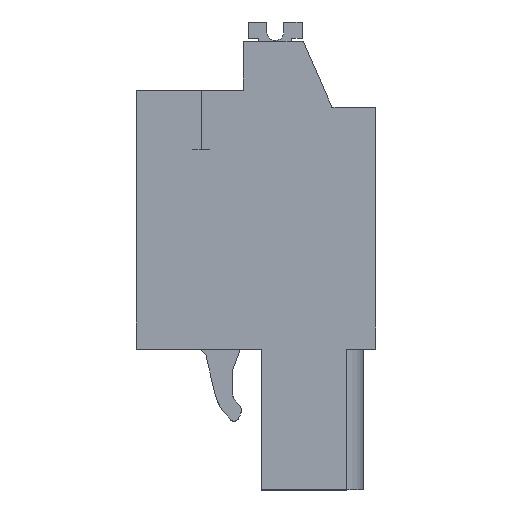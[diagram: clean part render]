
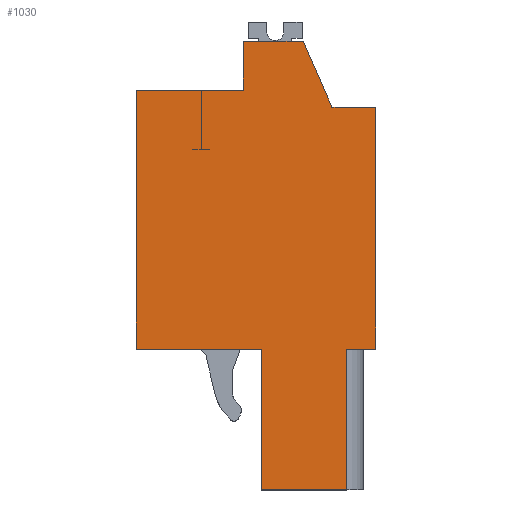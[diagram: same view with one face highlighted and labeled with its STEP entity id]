
A CAD part, left-side view. The second image highlights one B-rep face of the part: STEP entity #1030.
In plain terms, the highlighted planar face has unit normal (-1, 0, 0).
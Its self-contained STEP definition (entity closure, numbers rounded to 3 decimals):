
#946=AXIS2_PLACEMENT_3D('Plane Axis2P3D',#943,#944,#945) ;
#42=CARTESIAN_POINT('Vertex',(0.,7.85,26.59)) ;
#45=CARTESIAN_POINT('Line Origine',(0.,6.075,26.59)) ;
#49=CARTESIAN_POINT('Vertex',(0.,4.3,26.59)) ;
#797=CARTESIAN_POINT('Vertex',(0.,7.85,23.69)) ;
#800=CARTESIAN_POINT('Line Origine',(0.,7.85,25.14)) ;
#943=CARTESIAN_POINT('Axis2P3D Location',(0.,6.8,8.35)) ;
#948=CARTESIAN_POINT('Line Origine',(0.,1.725,4.175)) ;
#952=CARTESIAN_POINT('Vertex',(0.,1.725,8.35)) ;
#954=CARTESIAN_POINT('Vertex',(0.,1.725,0.)) ;
#957=CARTESIAN_POINT('Line Origine',(0.,0.862,8.35)) ;
#961=CARTESIAN_POINT('Vertex',(0.,0.,8.35)) ;
#964=CARTESIAN_POINT('Line Origine',(0.,0.,15.52)) ;
#968=CARTESIAN_POINT('Vertex',(0.,0.,22.69)) ;
#971=CARTESIAN_POINT('Line Origine',(0.,1.3,22.69)) ;
#975=CARTESIAN_POINT('Vertex',(0.,2.6,22.69)) ;
#978=CARTESIAN_POINT('Line Origine',(0.,3.45,24.64)) ;
#983=CARTESIAN_POINT('Line Origine',(0.,11.025,23.69)) ;
#987=CARTESIAN_POINT('Vertex',(0.,14.2,23.69)) ;
#990=CARTESIAN_POINT('Line Origine',(0.,14.2,16.02)) ;
#994=CARTESIAN_POINT('Vertex',(0.,14.2,8.35)) ;
#997=CARTESIAN_POINT('Line Origine',(0.,10.485,8.35)) ;
#1001=CARTESIAN_POINT('Vertex',(0.,6.771,8.35)) ;
#1004=CARTESIAN_POINT('Line Origine',(0.,6.771,4.175)) ;
#1008=CARTESIAN_POINT('Vertex',(0.,6.771,0.)) ;
#1011=CARTESIAN_POINT('Line Origine',(0.,4.248,0.)) ;
#46=DIRECTION('Vector Direction',(0.,1.,0.)) ;
#801=DIRECTION('Vector Direction',(0.,0.,-1.)) ;
#944=DIRECTION('Axis2P3D Direction',(1.,0.,0.)) ;
#945=DIRECTION('Axis2P3D XDirection',(0.,1.,0.)) ;
#949=DIRECTION('Vector Direction',(0.,0.,-1.)) ;
#958=DIRECTION('Vector Direction',(0.,-1.,0.)) ;
#965=DIRECTION('Vector Direction',(0.,0.,-1.)) ;
#972=DIRECTION('Vector Direction',(0.,1.,0.)) ;
#979=DIRECTION('Vector Direction',(0.,0.4,0.917)) ;
#984=DIRECTION('Vector Direction',(0.,1.,0.)) ;
#991=DIRECTION('Vector Direction',(0.,0.,1.)) ;
#998=DIRECTION('Vector Direction',(0.,1.,0.)) ;
#1005=DIRECTION('Vector Direction',(0.,0.,-1.)) ;
#1012=DIRECTION('Vector Direction',(0.,1.,0.)) ;
#47=VECTOR('Line Direction',#46,1.) ;
#802=VECTOR('Line Direction',#801,1.) ;
#950=VECTOR('Line Direction',#949,1.) ;
#959=VECTOR('Line Direction',#958,1.) ;
#966=VECTOR('Line Direction',#965,1.) ;
#973=VECTOR('Line Direction',#972,1.) ;
#980=VECTOR('Line Direction',#979,1.) ;
#985=VECTOR('Line Direction',#984,1.) ;
#992=VECTOR('Line Direction',#991,1.) ;
#999=VECTOR('Line Direction',#998,1.) ;
#1006=VECTOR('Line Direction',#1005,1.) ;
#1013=VECTOR('Line Direction',#1012,1.) ;
#1017=ORIENTED_EDGE('',*,*,#956,.F.) ;
#1018=ORIENTED_EDGE('',*,*,#963,.F.) ;
#1019=ORIENTED_EDGE('',*,*,#970,.F.) ;
#1020=ORIENTED_EDGE('',*,*,#977,.T.) ;
#1021=ORIENTED_EDGE('',*,*,#982,.T.) ;
#1022=ORIENTED_EDGE('',*,*,#51,.T.) ;
#1023=ORIENTED_EDGE('',*,*,#804,.T.) ;
#1024=ORIENTED_EDGE('',*,*,#989,.T.) ;
#1025=ORIENTED_EDGE('',*,*,#996,.F.) ;
#1026=ORIENTED_EDGE('',*,*,#1003,.F.) ;
#1027=ORIENTED_EDGE('',*,*,#1010,.T.) ;
#1028=ORIENTED_EDGE('',*,*,#1015,.F.) ;
#1030=ADVANCED_FACE('HOUSING',(#1029),#947,.F.) ;
#51=EDGE_CURVE('',#50,#43,#48,.T.) ;
#804=EDGE_CURVE('',#43,#798,#803,.T.) ;
#956=EDGE_CURVE('',#953,#955,#951,.T.) ;
#963=EDGE_CURVE('',#962,#953,#960,.F.) ;
#970=EDGE_CURVE('',#969,#962,#967,.T.) ;
#977=EDGE_CURVE('',#969,#976,#974,.T.) ;
#982=EDGE_CURVE('',#976,#50,#981,.T.) ;
#989=EDGE_CURVE('',#798,#988,#986,.T.) ;
#996=EDGE_CURVE('',#995,#988,#993,.T.) ;
#1003=EDGE_CURVE('',#1002,#995,#1000,.T.) ;
#1010=EDGE_CURVE('',#1002,#1009,#1007,.T.) ;
#1015=EDGE_CURVE('',#955,#1009,#1014,.T.) ;
#1016=EDGE_LOOP('',(#1017,#1018,#1019,#1020,#1021,#1022,#1023,#1024,#1025,#1026,#1027,#1028)) ;
#1029=FACE_OUTER_BOUND('',#1016,.T.) ;
#48=LINE('Line',#45,#47) ;
#803=LINE('Line',#800,#802) ;
#951=LINE('Line',#948,#950) ;
#960=LINE('Line',#957,#959) ;
#967=LINE('Line',#964,#966) ;
#974=LINE('Line',#971,#973) ;
#981=LINE('Line',#978,#980) ;
#986=LINE('Line',#983,#985) ;
#993=LINE('Line',#990,#992) ;
#1000=LINE('Line',#997,#999) ;
#1007=LINE('Line',#1004,#1006) ;
#1014=LINE('Line',#1011,#1013) ;
#947=PLANE('',#946) ;
#43=VERTEX_POINT('',#42) ;
#50=VERTEX_POINT('',#49) ;
#798=VERTEX_POINT('',#797) ;
#953=VERTEX_POINT('',#952) ;
#955=VERTEX_POINT('',#954) ;
#962=VERTEX_POINT('',#961) ;
#969=VERTEX_POINT('',#968) ;
#976=VERTEX_POINT('',#975) ;
#988=VERTEX_POINT('',#987) ;
#995=VERTEX_POINT('',#994) ;
#1002=VERTEX_POINT('',#1001) ;
#1009=VERTEX_POINT('',#1008) ;
